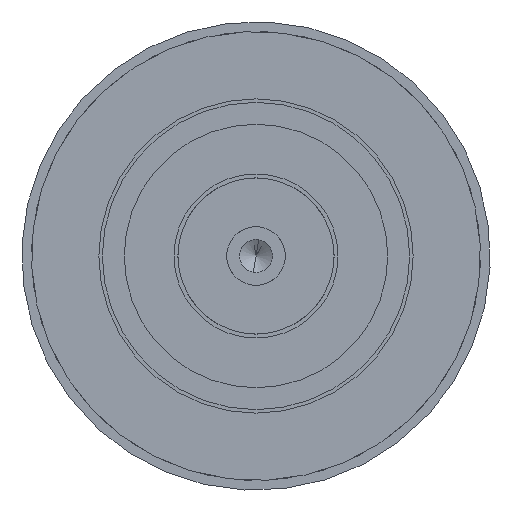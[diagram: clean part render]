
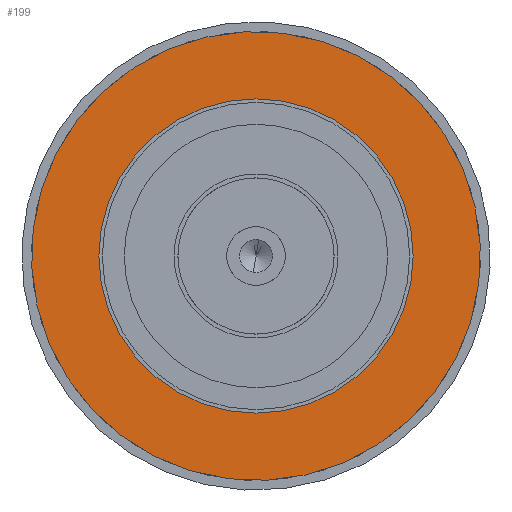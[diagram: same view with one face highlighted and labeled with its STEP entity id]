
A CAD part, left-side view. The second image highlights one B-rep face of the part: STEP entity #199.
In plain terms, the highlighted face is planar.
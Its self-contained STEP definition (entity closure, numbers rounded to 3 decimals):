
#2 = DIRECTION ( 'NONE',  ( 0., 1., 0. ) ) ;
#78 = DIRECTION ( 'NONE',  ( 0., 0., 1. ) ) ;
#109 = VERTEX_POINT ( 'NONE', #568 ) ;
#126 = AXIS2_PLACEMENT_3D ( 'NONE', #142, #1179, #1323 ) ;
#138 = PLANE ( 'NONE',  #126 ) ;
#142 = CARTESIAN_POINT ( 'NONE',  ( 0., 0., 0. ) ) ;
#174 = CARTESIAN_POINT ( 'NONE',  ( 0., 0., 11.5 ) ) ;
#199 = ADVANCED_FACE ( 'NONE', ( #664, #369 ), #138, .F. ) ;
#205 = EDGE_CURVE ( 'NONE', #109, #1606, #229, .T. ) ;
#229 = CIRCLE ( 'NONE', #1751, 8. ) ;
#271 = CIRCLE ( 'NONE', #943, 11.5 ) ;
#297 = DIRECTION ( 'NONE',  ( 0., 1., 0. ) ) ;
#369 = FACE_BOUND ( 'NONE', #768, .T. ) ;
#412 = CARTESIAN_POINT ( 'NONE',  ( 0., 0., -11.5 ) ) ;
#462 = ORIENTED_EDGE ( 'NONE', *, *, #205, .T. ) ;
#466 = CARTESIAN_POINT ( 'NONE',  ( 0., 0., 8. ) ) ;
#484 = VERTEX_POINT ( 'NONE', #412 ) ;
#489 = EDGE_CURVE ( 'NONE', #1606, #109, #1379, .T. ) ;
#568 = CARTESIAN_POINT ( 'NONE',  ( 0., 0., -8. ) ) ;
#664 = FACE_OUTER_BOUND ( 'NONE', #1579, .T. ) ;
#686 = ORIENTED_EDGE ( 'NONE', *, *, #489, .T. ) ;
#710 = AXIS2_PLACEMENT_3D ( 'NONE', #1843, #956, #78 ) ;
#768 = EDGE_LOOP ( 'NONE', ( #462, #686 ) ) ;
#805 = VERTEX_POINT ( 'NONE', #174 ) ;
#831 = DIRECTION ( 'NONE',  ( 0., 1., 0. ) ) ;
#882 = CARTESIAN_POINT ( 'NONE',  ( 0., 0., 0. ) ) ;
#943 = AXIS2_PLACEMENT_3D ( 'NONE', #1718, #831, #1869 ) ;
#956 = DIRECTION ( 'NONE',  ( 0., 1., 0. ) ) ;
#968 = ORIENTED_EDGE ( 'NONE', *, *, #1827, .F. ) ;
#1039 = DIRECTION ( 'NONE',  ( 0., 0., 1. ) ) ;
#1178 = CARTESIAN_POINT ( 'NONE',  ( 0., 0., 0. ) ) ;
#1179 = DIRECTION ( 'NONE',  ( 0., 1., 0. ) ) ;
#1209 = ORIENTED_EDGE ( 'NONE', *, *, #1726, .F. ) ;
#1323 = DIRECTION ( 'NONE',  ( 0., 0., 1. ) ) ;
#1324 = DIRECTION ( 'NONE',  ( 0., 0., 1. ) ) ;
#1379 = CIRCLE ( 'NONE', #1861, 8. ) ;
#1559 = CIRCLE ( 'NONE', #710, 11.5 ) ;
#1579 = EDGE_LOOP ( 'NONE', ( #968, #1209 ) ) ;
#1606 = VERTEX_POINT ( 'NONE', #466 ) ;
#1718 = CARTESIAN_POINT ( 'NONE',  ( 0., 0., 0. ) ) ;
#1726 = EDGE_CURVE ( 'NONE', #805, #484, #1559, .T. ) ;
#1751 = AXIS2_PLACEMENT_3D ( 'NONE', #882, #2, #1039 ) ;
#1827 = EDGE_CURVE ( 'NONE', #484, #805, #271, .T. ) ;
#1843 = CARTESIAN_POINT ( 'NONE',  ( 0., 0., 0. ) ) ;
#1861 = AXIS2_PLACEMENT_3D ( 'NONE', #1178, #297, #1324 ) ;
#1869 = DIRECTION ( 'NONE',  ( 0., 0., 1. ) ) ;
